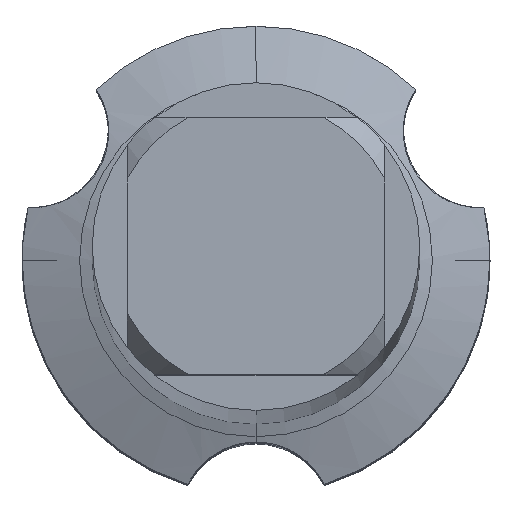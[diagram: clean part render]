
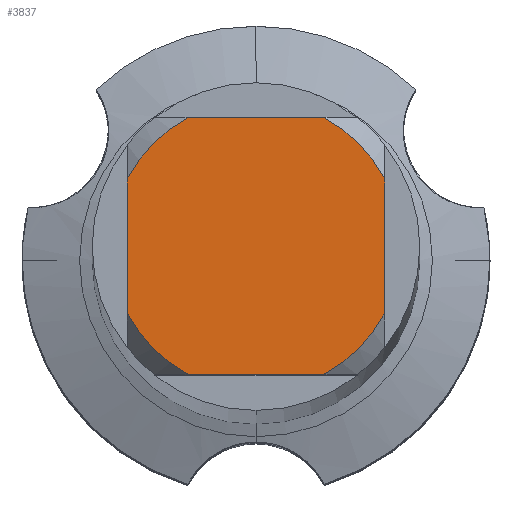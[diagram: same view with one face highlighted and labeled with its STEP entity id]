
A CAD part, top view. The second image highlights one B-rep face of the part: STEP entity #3837.
In plain terms, the highlighted planar face has unit normal (0, 0, 1).
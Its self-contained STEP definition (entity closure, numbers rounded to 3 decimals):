
#2349=VERTEX_POINT('',#6411);
#2381=EDGE_CURVE('',#5293,#3597,#6444,.T.);
#2579=EDGE_CURVE('',#4351,#3443,#6663,.T.);
#3379=EDGE_CURVE('',#5293,#2349,#7534,.T.);
#3443=VERTEX_POINT('',#7604);
#3597=VERTEX_POINT('',#7769);
#3649=VERTEX_POINT('',#7825);
#3837=ADVANCED_FACE('',(#8031),#8032,.T.);
#3991=VERTEX_POINT('',#8205);
#4097=EDGE_CURVE('',#3991,#3443,#8320,.T.);
#4351=VERTEX_POINT('',#8597);
#5075=EDGE_CURVE('',#4351,#3649,#9387,.T.);
#5293=VERTEX_POINT('',#9620);
#5441=EDGE_CURVE('',#5893,#2349,#9786,.T.);
#5461=EDGE_CURVE('',#3991,#3597,#9806,.T.);
#5763=EDGE_CURVE('',#5893,#3649,#10144,.T.);
#5893=VERTEX_POINT('',#10282);
#6411=CARTESIAN_POINT('',(-2.75,-1.431,0.0));
#6444=CIRCLE('',#11090,3.1);
#6663=LINE('',#11483,#11484);
#7534=LINE('',#13044,#13045);
#7604=CARTESIAN_POINT('',(2.75,1.431,0.0));
#7769=CARTESIAN_POINT('',(-1.431,2.75,0.0));
#7825=CARTESIAN_POINT('',(1.431,-2.75,0.0));
#8031=FACE_OUTER_BOUND('',#13888,.T.);
#8032=PLANE('',#13889);
#8205=CARTESIAN_POINT('',(1.431,2.75,0.0));
#8320=CIRCLE('',#14380,3.1);
#8597=CARTESIAN_POINT('',(2.75,-1.431,0.0));
#9387=CIRCLE('',#16321,3.1);
#9620=CARTESIAN_POINT('',(-2.75,1.431,0.0));
#9786=CIRCLE('',#16968,3.1);
#9806=LINE('',#17009,#17010);
#10144=LINE('',#17599,#17600);
#10282=CARTESIAN_POINT('',(-1.431,-2.75,0.0));
#11090=AXIS2_PLACEMENT_3D('',#18539,#18540,#18541);
#11483=CARTESIAN_POINT('',(2.75,0.775,0.0));
#11484=VECTOR('',#18815,1.0);
#13044=CARTESIAN_POINT('',(-2.75,0.775,0.0));
#13045=VECTOR('',#19842,1.0);
#13888=EDGE_LOOP('',(#20338,#20339,#20340,#20341,#20342,#20343,#20344,#20345));
#13889=AXIS2_PLACEMENT_3D('',#20346,#20347,#20348);
#14380=AXIS2_PLACEMENT_3D('',#20795,#20796,#20797);
#16321=AXIS2_PLACEMENT_3D('',#22035,#22036,#22037);
#16968=AXIS2_PLACEMENT_3D('',#22456,#22457,#22458);
#17009=CARTESIAN_POINT('',(0.0,2.75,0.0));
#17010=VECTOR('',#22466,1.0);
#17599=CARTESIAN_POINT('',(0.0,-2.75,0.0));
#17600=VECTOR('',#22903,1.0);
#18539=CARTESIAN_POINT('',(0.0,0.0,0.0));
#18540=DIRECTION('',(0.0,0.0,-1.0));
#18541=DIRECTION('',(0.0,1.0,0.0));
#18815=DIRECTION('',(-0.0,1.0,0.0));
#19842=DIRECTION('',(-0.0,-1.0,0.0));
#20338=ORIENTED_EDGE('',*,*,#3379,.T.);
#20339=ORIENTED_EDGE('',*,*,#5441,.F.);
#20340=ORIENTED_EDGE('',*,*,#5763,.T.);
#20341=ORIENTED_EDGE('',*,*,#5075,.F.);
#20342=ORIENTED_EDGE('',*,*,#2579,.T.);
#20343=ORIENTED_EDGE('',*,*,#4097,.F.);
#20344=ORIENTED_EDGE('',*,*,#5461,.T.);
#20345=ORIENTED_EDGE('',*,*,#2381,.F.);
#20346=CARTESIAN_POINT('',(0.0,1.55,0.0));
#20347=DIRECTION('',(-0.0,0.0,1.0));
#20348=DIRECTION('',(0.0,-1.0,0.0));
#20795=CARTESIAN_POINT('',(0.0,0.0,0.0));
#20796=DIRECTION('',(0.0,0.0,-1.0));
#20797=DIRECTION('',(0.0,1.0,0.0));
#22035=CARTESIAN_POINT('',(0.0,0.0,0.0));
#22036=DIRECTION('',(0.0,0.0,-1.0));
#22037=DIRECTION('',(0.0,1.0,0.0));
#22456=CARTESIAN_POINT('',(0.0,0.0,0.0));
#22457=DIRECTION('',(0.0,0.0,-1.0));
#22458=DIRECTION('',(0.0,1.0,0.0));
#22466=DIRECTION('',(-1.0,0.0,0.0));
#22903=DIRECTION('',(1.0,0.0,0.0));
